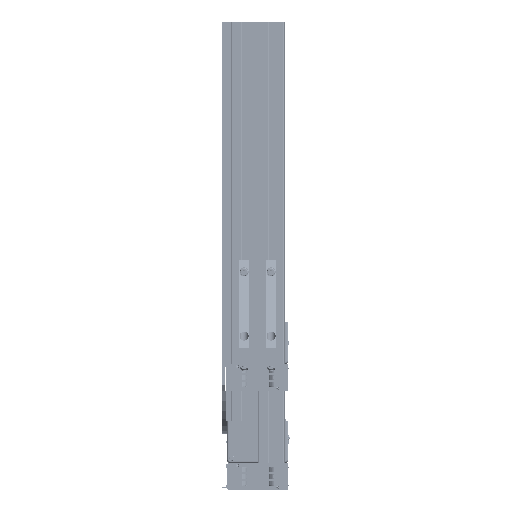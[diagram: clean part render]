
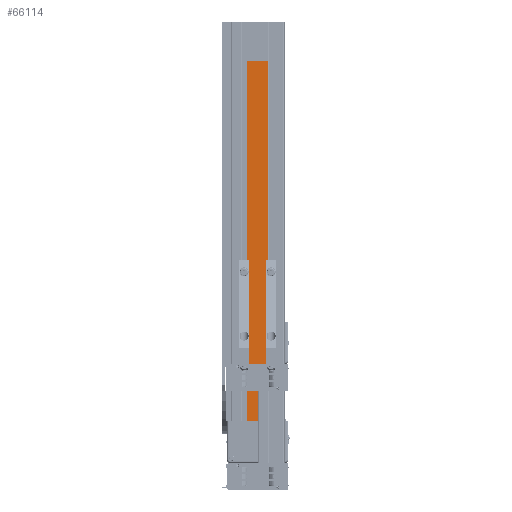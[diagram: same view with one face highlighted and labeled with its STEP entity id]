
A CAD part, left-side view. The second image highlights one B-rep face of the part: STEP entity #66114.
In plain terms, the highlighted planar face has unit normal (-1, 0, 0).
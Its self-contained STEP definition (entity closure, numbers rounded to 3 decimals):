
#7351=FACE_OUTER_BOUND('',#11041,.T.);
#11041=EDGE_LOOP('',(#46331,#46332,#46333,#46334));
#15791=LINE('',#101528,#21861);
#15890=LINE('',#101803,#21960);
#15891=LINE('',#101806,#21961);
#15892=LINE('',#101807,#21962);
#21861=VECTOR('',#81604,10.);
#21960=VECTOR('',#81853,10.);
#21961=VECTOR('',#81856,10.);
#21962=VECTOR('',#81857,10.);
#27918=VERTEX_POINT('',#101525);
#27919=VERTEX_POINT('',#101527);
#28020=VERTEX_POINT('',#101801);
#28021=VERTEX_POINT('',#101805);
#34855=EDGE_CURVE('',#27919,#27918,#15791,.T.);
#34993=EDGE_CURVE('',#27918,#28020,#15890,.T.);
#34994=EDGE_CURVE('',#28020,#28021,#15891,.T.);
#34995=EDGE_CURVE('',#27919,#28021,#15892,.T.);
#46331=ORIENTED_EDGE('',*,*,#34994,.T.);
#46332=ORIENTED_EDGE('',*,*,#34995,.F.);
#46333=ORIENTED_EDGE('',*,*,#34855,.T.);
#46334=ORIENTED_EDGE('',*,*,#34993,.T.);
#62166=PLANE('',#72334);
#66114=ADVANCED_FACE('',(#7351),#62166,.T.);
#72334=AXIS2_PLACEMENT_3D('',#101804,#81854,#81855);
#81604=DIRECTION('',(0.,-1.,0.));
#81853=DIRECTION('',(0.,0.,1.));
#81854=DIRECTION('center_axis',(-1.,0.,0.));
#81855=DIRECTION('ref_axis',(0.,0.,1.));
#81856=DIRECTION('',(0.,1.,0.));
#81857=DIRECTION('',(0.,0.,1.));
#101525=CARTESIAN_POINT('',(-22.5,-18.1,-300.));
#101527=CARTESIAN_POINT('',(-22.5,18.1,-300.));
#101528=CARTESIAN_POINT('',(-22.5,18.1,-300.));
#101801=CARTESIAN_POINT('',(-22.5,-18.1,300.));
#101803=CARTESIAN_POINT('',(-22.5,-18.1,0.));
#101804=CARTESIAN_POINT('Origin',(-22.5,-18.1,0.));
#101805=CARTESIAN_POINT('',(-22.5,18.1,300.));
#101806=CARTESIAN_POINT('',(-22.5,18.1,300.));
#101807=CARTESIAN_POINT('',(-22.5,18.1,0.));
